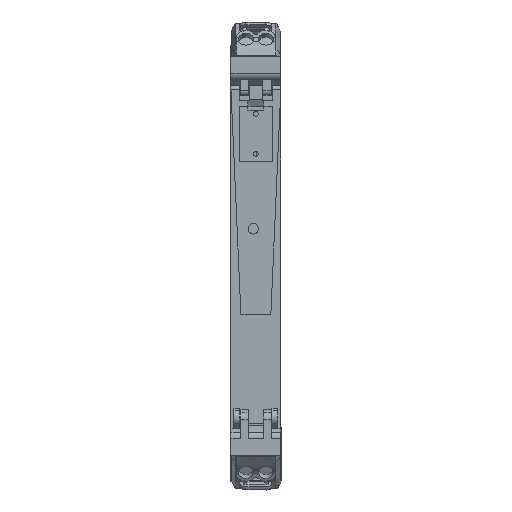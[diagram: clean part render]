
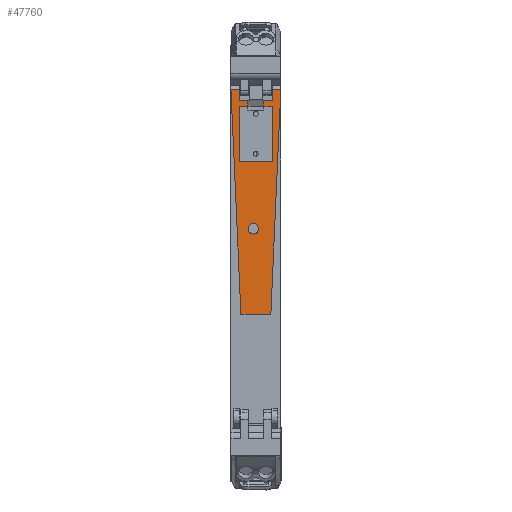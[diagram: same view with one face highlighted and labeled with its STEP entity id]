
A CAD part, top view. The second image highlights one B-rep face of the part: STEP entity #47760.
In plain terms, the highlighted planar face has unit normal (0, 0, 1).
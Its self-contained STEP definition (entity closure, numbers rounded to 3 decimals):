
#44936=AXIS2_PLACEMENT_3D('Plane Axis2P3D',#44933,#44934,#44935) ;
#47678=AXIS2_PLACEMENT_3D('Circle Axis2P3D',#47676,#47677,$) ;
#47703=AXIS2_PLACEMENT_3D('Circle Axis2P3D',#47701,#47702,$) ;
#44933=CARTESIAN_POINT('Axis2P3D Location',(12.5,58.605,112.024)) ;
#47158=CARTESIAN_POINT('Line Origine',(8.25,96.809,112.024)) ;
#47162=CARTESIAN_POINT('Vertex',(8.25,96.114,112.024)) ;
#47164=CARTESIAN_POINT('Vertex',(8.25,97.505,112.024)) ;
#47199=CARTESIAN_POINT('Line Origine',(9.325,96.114,112.024)) ;
#47203=CARTESIAN_POINT('Vertex',(10.4,96.114,112.024)) ;
#47231=CARTESIAN_POINT('Line Origine',(9.3,97.505,112.024)) ;
#47235=CARTESIAN_POINT('Vertex',(10.35,97.505,112.024)) ;
#47263=CARTESIAN_POINT('Line Origine',(10.4,89.164,112.024)) ;
#47267=CARTESIAN_POINT('Vertex',(10.4,82.214,112.024)) ;
#47295=CARTESIAN_POINT('Line Origine',(6.25,82.214,112.024)) ;
#47299=CARTESIAN_POINT('Vertex',(2.1,82.214,112.024)) ;
#47327=CARTESIAN_POINT('Line Origine',(2.1,89.164,112.024)) ;
#47331=CARTESIAN_POINT('Vertex',(2.1,96.114,112.024)) ;
#47354=CARTESIAN_POINT('Line Origine',(3.175,96.114,112.024)) ;
#47358=CARTESIAN_POINT('Vertex',(4.25,96.114,112.024)) ;
#47386=CARTESIAN_POINT('Line Origine',(4.25,96.809,112.024)) ;
#47390=CARTESIAN_POINT('Vertex',(4.25,97.505,112.024)) ;
#47413=CARTESIAN_POINT('Line Origine',(3.2,97.505,112.024)) ;
#47417=CARTESIAN_POINT('Vertex',(2.15,97.505,112.024)) ;
#47445=CARTESIAN_POINT('Line Origine',(2.15,98.855,112.024)) ;
#47449=CARTESIAN_POINT('Vertex',(2.15,100.205,112.024)) ;
#47477=CARTESIAN_POINT('Line Origine',(1.075,100.205,112.024)) ;
#47481=CARTESIAN_POINT('Vertex',(0.,100.205,112.024)) ;
#47509=CARTESIAN_POINT('Line Origine',(1.25,72.102,112.024)) ;
#47513=CARTESIAN_POINT('Vertex',(2.5,43.998,112.024)) ;
#47541=CARTESIAN_POINT('Line Origine',(6.25,43.998,112.024)) ;
#47545=CARTESIAN_POINT('Vertex',(10.,43.998,112.024)) ;
#47573=CARTESIAN_POINT('Line Origine',(11.25,72.102,112.024)) ;
#47577=CARTESIAN_POINT('Vertex',(12.5,100.205,112.024)) ;
#47605=CARTESIAN_POINT('Line Origine',(11.425,100.205,112.024)) ;
#47609=CARTESIAN_POINT('Vertex',(10.35,100.205,112.024)) ;
#47637=CARTESIAN_POINT('Line Origine',(10.35,98.855,112.024)) ;
#47673=CARTESIAN_POINT('Vertex',(4.35,65.355,112.024)) ;
#47676=CARTESIAN_POINT('Axis2P3D Location',(5.65,65.355,112.024)) ;
#47680=CARTESIAN_POINT('Vertex',(6.95,65.355,112.024)) ;
#47701=CARTESIAN_POINT('Axis2P3D Location',(5.65,65.355,112.024)) ;
#44934=DIRECTION('Axis2P3D Direction',(0.,0.,1.)) ;
#44935=DIRECTION('Axis2P3D XDirection',(-1.,0.,0.)) ;
#47159=DIRECTION('Vector Direction',(0.,1.,0.)) ;
#47200=DIRECTION('Vector Direction',(-1.,0.,0.)) ;
#47232=DIRECTION('Vector Direction',(1.,0.,0.)) ;
#47264=DIRECTION('Vector Direction',(0.,1.,0.)) ;
#47296=DIRECTION('Vector Direction',(1.,0.,0.)) ;
#47328=DIRECTION('Vector Direction',(0.,-1.,0.)) ;
#47355=DIRECTION('Vector Direction',(-1.,0.,0.)) ;
#47387=DIRECTION('Vector Direction',(0.,-1.,0.)) ;
#47414=DIRECTION('Vector Direction',(1.,0.,0.)) ;
#47446=DIRECTION('Vector Direction',(0.,-1.,0.)) ;
#47478=DIRECTION('Vector Direction',(1.,0.,0.)) ;
#47510=DIRECTION('Vector Direction',(-0.044,0.999,0.)) ;
#47542=DIRECTION('Vector Direction',(-1.,0.,0.)) ;
#47574=DIRECTION('Vector Direction',(-0.044,-0.999,0.)) ;
#47606=DIRECTION('Vector Direction',(1.,0.,0.)) ;
#47638=DIRECTION('Vector Direction',(0.,1.,0.)) ;
#47677=DIRECTION('Axis2P3D Direction',(0.,0.,1.)) ;
#47702=DIRECTION('Axis2P3D Direction',(0.,0.,1.)) ;
#47160=VECTOR('Line Direction',#47159,1.) ;
#47201=VECTOR('Line Direction',#47200,1.) ;
#47233=VECTOR('Line Direction',#47232,1.) ;
#47265=VECTOR('Line Direction',#47264,1.) ;
#47297=VECTOR('Line Direction',#47296,1.) ;
#47329=VECTOR('Line Direction',#47328,1.) ;
#47356=VECTOR('Line Direction',#47355,1.) ;
#47388=VECTOR('Line Direction',#47387,1.) ;
#47415=VECTOR('Line Direction',#47414,1.) ;
#47447=VECTOR('Line Direction',#47446,1.) ;
#47479=VECTOR('Line Direction',#47478,1.) ;
#47511=VECTOR('Line Direction',#47510,1.) ;
#47543=VECTOR('Line Direction',#47542,1.) ;
#47575=VECTOR('Line Direction',#47574,1.) ;
#47607=VECTOR('Line Direction',#47606,1.) ;
#47639=VECTOR('Line Direction',#47638,1.) ;
#47739=ORIENTED_EDGE('',*,*,#47237,.F.) ;
#47740=ORIENTED_EDGE('',*,*,#47166,.F.) ;
#47741=ORIENTED_EDGE('',*,*,#47205,.F.) ;
#47742=ORIENTED_EDGE('',*,*,#47269,.F.) ;
#47743=ORIENTED_EDGE('',*,*,#47301,.F.) ;
#47744=ORIENTED_EDGE('',*,*,#47333,.F.) ;
#47745=ORIENTED_EDGE('',*,*,#47360,.F.) ;
#47746=ORIENTED_EDGE('',*,*,#47392,.F.) ;
#47747=ORIENTED_EDGE('',*,*,#47419,.F.) ;
#47748=ORIENTED_EDGE('',*,*,#47451,.F.) ;
#47749=ORIENTED_EDGE('',*,*,#47483,.F.) ;
#47750=ORIENTED_EDGE('',*,*,#47515,.F.) ;
#47751=ORIENTED_EDGE('',*,*,#47547,.F.) ;
#47752=ORIENTED_EDGE('',*,*,#47579,.F.) ;
#47753=ORIENTED_EDGE('',*,*,#47611,.F.) ;
#47754=ORIENTED_EDGE('',*,*,#47641,.F.) ;
#47757=ORIENTED_EDGE('',*,*,#47682,.F.) ;
#47758=ORIENTED_EDGE('',*,*,#47705,.F.) ;
#47759=FACE_BOUND('',#47756,.T.) ;
#47760=ADVANCED_FACE('AUFDRUCK_ORANGE',(#47755,#47759),#44937,.T.) ;
#47679=CIRCLE('generated circle',#47678,1.3) ;
#47704=CIRCLE('generated circle',#47703,1.3) ;
#47166=EDGE_CURVE('',#47163,#47165,#47161,.T.) ;
#47205=EDGE_CURVE('',#47204,#47163,#47202,.T.) ;
#47237=EDGE_CURVE('',#47165,#47236,#47234,.T.) ;
#47269=EDGE_CURVE('',#47268,#47204,#47266,.T.) ;
#47301=EDGE_CURVE('',#47300,#47268,#47298,.T.) ;
#47333=EDGE_CURVE('',#47332,#47300,#47330,.T.) ;
#47360=EDGE_CURVE('',#47359,#47332,#47357,.T.) ;
#47392=EDGE_CURVE('',#47391,#47359,#47389,.T.) ;
#47419=EDGE_CURVE('',#47418,#47391,#47416,.T.) ;
#47451=EDGE_CURVE('',#47450,#47418,#47448,.T.) ;
#47483=EDGE_CURVE('',#47482,#47450,#47480,.T.) ;
#47515=EDGE_CURVE('',#47514,#47482,#47512,.T.) ;
#47547=EDGE_CURVE('',#47546,#47514,#47544,.T.) ;
#47579=EDGE_CURVE('',#47578,#47546,#47576,.T.) ;
#47611=EDGE_CURVE('',#47610,#47578,#47608,.T.) ;
#47641=EDGE_CURVE('',#47236,#47610,#47640,.T.) ;
#47682=EDGE_CURVE('',#47674,#47681,#47679,.T.) ;
#47705=EDGE_CURVE('',#47681,#47674,#47704,.T.) ;
#47738=EDGE_LOOP('',(#47739,#47740,#47741,#47742,#47743,#47744,#47745,#47746,#47747,#47748,#47749,#47750,#47751,#47752,#47753,#47754)) ;
#47756=EDGE_LOOP('',(#47757,#47758)) ;
#47755=FACE_OUTER_BOUND('',#47738,.T.) ;
#47161=LINE('Line',#47158,#47160) ;
#47202=LINE('Line',#47199,#47201) ;
#47234=LINE('Line',#47231,#47233) ;
#47266=LINE('Line',#47263,#47265) ;
#47298=LINE('Line',#47295,#47297) ;
#47330=LINE('Line',#47327,#47329) ;
#47357=LINE('Line',#47354,#47356) ;
#47389=LINE('Line',#47386,#47388) ;
#47416=LINE('Line',#47413,#47415) ;
#47448=LINE('Line',#47445,#47447) ;
#47480=LINE('Line',#47477,#47479) ;
#47512=LINE('Line',#47509,#47511) ;
#47544=LINE('Line',#47541,#47543) ;
#47576=LINE('Line',#47573,#47575) ;
#47608=LINE('Line',#47605,#47607) ;
#47640=LINE('Line',#47637,#47639) ;
#44937=PLANE('',#44936) ;
#47163=VERTEX_POINT('',#47162) ;
#47165=VERTEX_POINT('',#47164) ;
#47204=VERTEX_POINT('',#47203) ;
#47236=VERTEX_POINT('',#47235) ;
#47268=VERTEX_POINT('',#47267) ;
#47300=VERTEX_POINT('',#47299) ;
#47332=VERTEX_POINT('',#47331) ;
#47359=VERTEX_POINT('',#47358) ;
#47391=VERTEX_POINT('',#47390) ;
#47418=VERTEX_POINT('',#47417) ;
#47450=VERTEX_POINT('',#47449) ;
#47482=VERTEX_POINT('',#47481) ;
#47514=VERTEX_POINT('',#47513) ;
#47546=VERTEX_POINT('',#47545) ;
#47578=VERTEX_POINT('',#47577) ;
#47610=VERTEX_POINT('',#47609) ;
#47674=VERTEX_POINT('',#47673) ;
#47681=VERTEX_POINT('',#47680) ;
